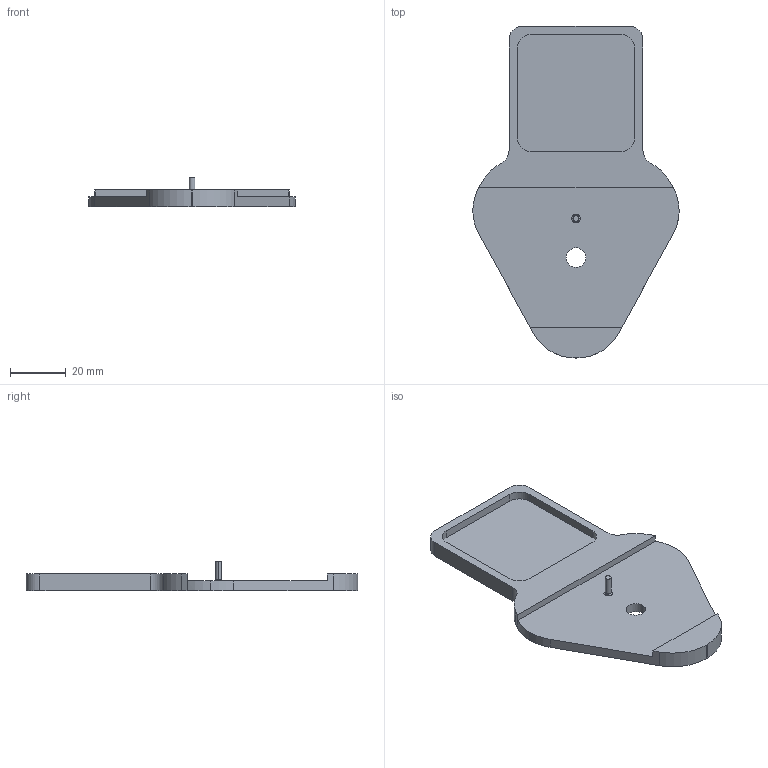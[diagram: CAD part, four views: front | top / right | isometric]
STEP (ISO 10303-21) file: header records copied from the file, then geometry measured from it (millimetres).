
FILE_DESCRIPTION (( 'STEP AP203' ), '1' );
FILE_NAME ('Tracher 價釱.STEP', '2025-10-23T01:58:11', ( 'Windows 蚚誧' ), ( '' ), 'SwSTEP 2.0', 'SolidWorks 2024', '' );
FILE_SCHEMA (( 'CONFIG_CONTROL_DESIGN' ));
Length unit declared in the file: millimetre
Products named in the file (1): Tracher 基座
Bounding box: 73.98 x 119 x 10.5 mm (x, y, z)
Volume: 23934.6 mm3; surface area: 14617.5 mm2
Topology: 1 solids, 1 shells, 43 faces, 113 edges, 74 vertices
Faces by surface type: plane 20, cylinder 19, torus 2, cone 2
Entity records: 1422 total; most frequent: DIRECTION 247, CARTESIAN_POINT 231, ORIENTED_EDGE 226, EDGE_CURVE 113, AXIS2_PLACEMENT_3D 90, VERTEX_POINT 74, LINE 67, VECTOR 67
